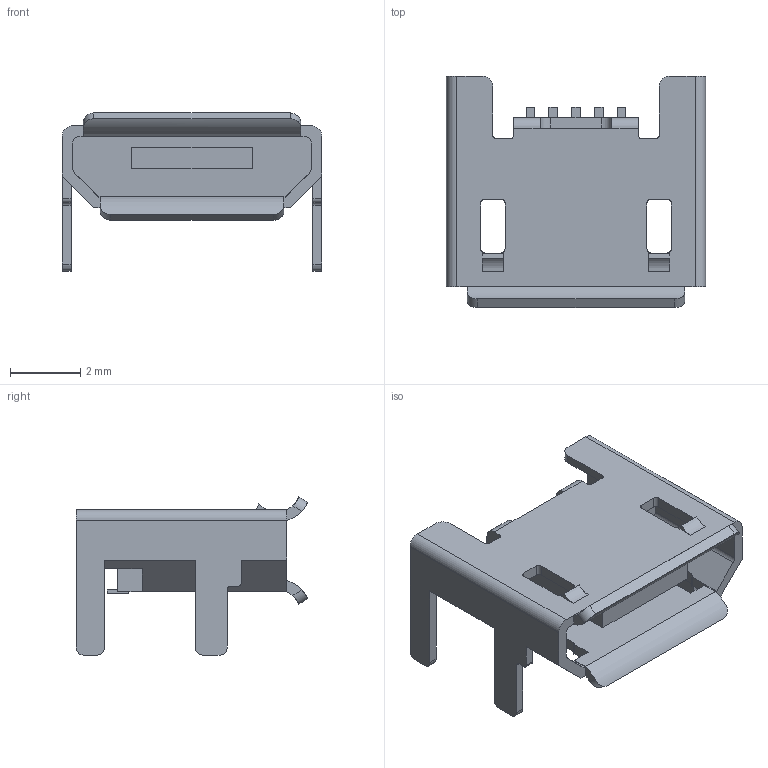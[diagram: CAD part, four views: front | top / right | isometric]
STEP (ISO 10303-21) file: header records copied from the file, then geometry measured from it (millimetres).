
FILE_DESCRIPTION(/* description */ (''),/* implementation_level */ '2;1');
FILE_NAME(/* name */ 'XKB Connectivity U254-051N-4BH806.step',/* time_stamp */ '2022-01-05T22:50:03+00:00',/* author */ (''),/* organization */ (''),/* preprocessor_version */ 'ST-DEVELOPER v18.1',/* originating_system */ 'Autodesk Translation Framework v10.10.0.1391',/* authorisation */ '');
FILE_SCHEMA (('AUTOMOTIVE_DESIGN { 1 0 10303 214 3 1 1 }'));
Length unit declared in the file: millimetre
Products named in the file (1): XKB Connectivity U254-051N-4BH806 v8
Bounding box: 7.4 x 6.6 x 4.51 mm (x, y, z)
Volume: 49.3 mm3; surface area: 293.5 mm2
Topology: 8 solids, 8 shells, 214 faces, 590 edges, 388 vertices
Faces by surface type: plane 156, cylinder 58
Entity records: 6887 total; most frequent: CARTESIAN_POINT 1265, ORIENTED_EDGE 1180, DIRECTION 1124, EDGE_CURVE 590, LINE 470, VECTOR 470, VERTEX_POINT 388, AXIS2_PLACEMENT_3D 327
